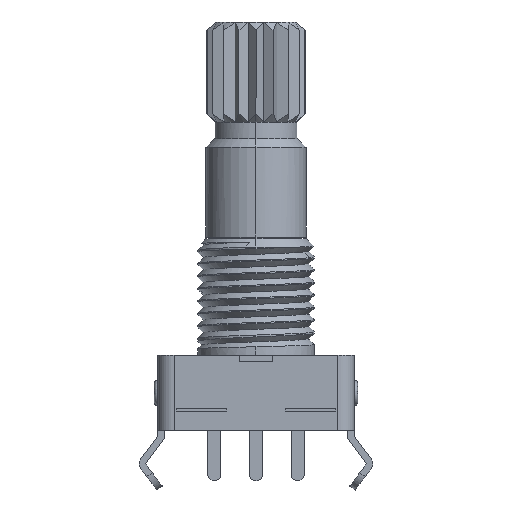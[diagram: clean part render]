
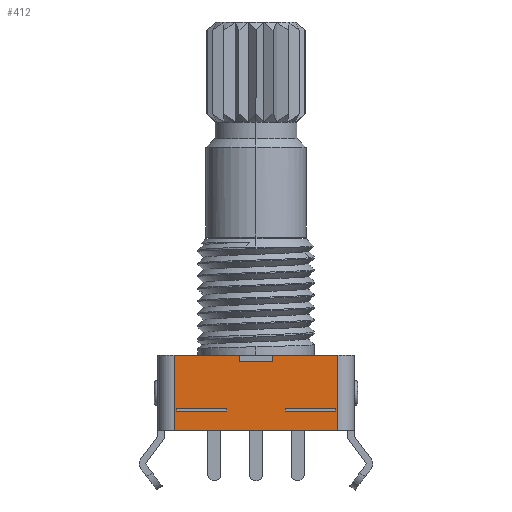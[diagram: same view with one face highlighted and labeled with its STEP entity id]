
A CAD part, top view. The second image highlights one B-rep face of the part: STEP entity #412.
In plain terms, the highlighted planar face has unit normal (0, 0, 1).
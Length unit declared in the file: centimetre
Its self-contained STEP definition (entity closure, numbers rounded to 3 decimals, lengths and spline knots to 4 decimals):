
#36 = VECTOR ( 'NONE', #2075, 100. ) ;
#81 = PLANE ( 'NONE',  #7164 ) ;
#412 = ADVANCED_FACE ( 'NONE', ( #2846, #8290, #7296 ), #81, .T. ) ;
#569 = EDGE_CURVE ( 'NONE', #8721, #6560, #1604, .T. ) ;
#654 = VERTEX_POINT ( 'NONE', #2828 ) ;
#926 = CARTESIAN_POINT ( 'NONE',  ( 0.475, -0.175, 0.6 ) ) ;
#951 = DIRECTION ( 'NONE',  ( 0., -1., 0. ) ) ;
#960 = ORIENTED_EDGE ( 'NONE', *, *, #2453, .T. ) ;
#1015 = CARTESIAN_POINT ( 'NONE',  ( 0.49, 0.16, 0.6 ) ) ;
#1037 = CARTESIAN_POINT ( 'NONE',  ( -0.49, -0.16, 0.6 ) ) ;
#1235 = LINE ( 'NONE', #1407, #11337 ) ;
#1305 = VECTOR ( 'NONE', #3794, 100. ) ;
#1403 = LINE ( 'NONE', #8548, #11172 ) ;
#1405 = ORIENTED_EDGE ( 'NONE', *, *, #11223, .T. ) ;
#1407 = CARTESIAN_POINT ( 'NONE',  ( -0.49, 0.16, 0.6 ) ) ;
#1553 = CARTESIAN_POINT ( 'NONE',  ( -0.175, -0.16, 0.6 ) ) ;
#1604 = LINE ( 'NONE', #8794, #2681 ) ;
#1687 = VERTEX_POINT ( 'NONE', #10725 ) ;
#1730 = LINE ( 'NONE', #7699, #10498 ) ;
#1842 = LINE ( 'NONE', #8974, #6331 ) ;
#1907 = DIRECTION ( 'NONE',  ( 1., 0., 0. ) ) ;
#2025 = CARTESIAN_POINT ( 'NONE',  ( -0.49, -0.175, 0.6 ) ) ;
#2075 = DIRECTION ( 'NONE',  ( 0., -1., 0. ) ) ;
#2202 = LINE ( 'NONE', #7882, #5474 ) ;
#2247 = ORIENTED_EDGE ( 'NONE', *, *, #4334, .T. ) ;
#2433 = EDGE_CURVE ( 'NONE', #10011, #11001, #8400, .T. ) ;
#2453 = EDGE_CURVE ( 'NONE', #3575, #8721, #5713, .T. ) ;
#2476 = EDGE_LOOP ( 'NONE', ( #5438, #11018, #2665, #8102 ) ) ;
#2665 = ORIENTED_EDGE ( 'NONE', *, *, #10406, .T. ) ;
#2681 = VECTOR ( 'NONE', #10661, 100. ) ;
#2828 = CARTESIAN_POINT ( 'NONE',  ( 0.1, 0.12, 0.6 ) ) ;
#2846 = FACE_BOUND ( 'NONE', #7721, .T. ) ;
#2877 = EDGE_CURVE ( 'NONE', #10184, #5685, #1403, .T. ) ;
#2906 = CARTESIAN_POINT ( 'NONE',  ( -0.1, 0., 0.6 ) ) ;
#3118 = ORIENTED_EDGE ( 'NONE', *, *, #2433, .T. ) ;
#3127 = EDGE_CURVE ( 'NONE', #654, #3575, #9838, .T. ) ;
#3389 = VECTOR ( 'NONE', #6532, 100. ) ;
#3575 = VERTEX_POINT ( 'NONE', #8170 ) ;
#3675 = DIRECTION ( 'NONE',  ( 0., 0., 1. ) ) ;
#3727 = VECTOR ( 'NONE', #8234, 100. ) ;
#3794 = DIRECTION ( 'NONE',  ( 0., 1., 0. ) ) ;
#4001 = VERTEX_POINT ( 'NONE', #7176 ) ;
#4101 = VECTOR ( 'NONE', #4358, 100. ) ;
#4184 = CARTESIAN_POINT ( 'NONE',  ( 0.175, -0.16, 0.6 ) ) ;
#4231 = VERTEX_POINT ( 'NONE', #926 ) ;
#4334 = EDGE_CURVE ( 'NONE', #11001, #8272, #5506, .T. ) ;
#4358 = DIRECTION ( 'NONE',  ( -1., 0., 0. ) ) ;
#4617 = DIRECTION ( 'NONE',  ( 1., 0., 0. ) ) ;
#4767 = CARTESIAN_POINT ( 'NONE',  ( -0.49, 0., 0.6 ) ) ;
#4829 = CARTESIAN_POINT ( 'NONE',  ( -0.475, 0., 0.6 ) ) ;
#4989 = ORIENTED_EDGE ( 'NONE', *, *, #10298, .T. ) ;
#5091 = EDGE_CURVE ( 'NONE', #10184, #7065, #5538, .T. ) ;
#5150 = CARTESIAN_POINT ( 'NONE',  ( -0.475, -0.16, 0.6 ) ) ;
#5298 = CARTESIAN_POINT ( 'NONE',  ( -0.49, 0.12, 0.6 ) ) ;
#5438 = ORIENTED_EDGE ( 'NONE', *, *, #7908, .T. ) ;
#5474 = VECTOR ( 'NONE', #6008, 100. ) ;
#5506 = LINE ( 'NONE', #1037, #7454 ) ;
#5538 = LINE ( 'NONE', #5655, #11537 ) ;
#5643 = EDGE_CURVE ( 'NONE', #10127, #10011, #8291, .T. ) ;
#5655 = CARTESIAN_POINT ( 'NONE',  ( 0., -0.29, 0.6 ) ) ;
#5685 = VERTEX_POINT ( 'NONE', #1015 ) ;
#5713 = LINE ( 'NONE', #2906, #1305 ) ;
#5753 = ORIENTED_EDGE ( 'NONE', *, *, #8426, .T. ) ;
#5876 = DIRECTION ( 'NONE',  ( 0., -1., 0. ) ) ;
#5941 = CARTESIAN_POINT ( 'NONE',  ( -0.1, 0.16, 0.6 ) ) ;
#6000 = ORIENTED_EDGE ( 'NONE', *, *, #5643, .T. ) ;
#6008 = DIRECTION ( 'NONE',  ( 0., -1., 0. ) ) ;
#6035 = VECTOR ( 'NONE', #5876, 100. ) ;
#6081 = EDGE_CURVE ( 'NONE', #5685, #1687, #1235, .T. ) ;
#6097 = ORIENTED_EDGE ( 'NONE', *, *, #2877, .T. ) ;
#6134 = DIRECTION ( 'NONE',  ( 1., 0., 0. ) ) ;
#6186 = VECTOR ( 'NONE', #6134, 100. ) ;
#6331 = VECTOR ( 'NONE', #951, 100. ) ;
#6492 = CARTESIAN_POINT ( 'NONE',  ( -0.49, 0.16, 0.6 ) ) ;
#6532 = DIRECTION ( 'NONE',  ( 0., 1., 0. ) ) ;
#6560 = VERTEX_POINT ( 'NONE', #6492 ) ;
#6673 = ORIENTED_EDGE ( 'NONE', *, *, #569, .T. ) ;
#6829 = DIRECTION ( 'NONE',  ( -1., 0., 0. ) ) ;
#6843 = ORIENTED_EDGE ( 'NONE', *, *, #3127, .T. ) ;
#6961 = LINE ( 'NONE', #11371, #6186 ) ;
#7011 = EDGE_CURVE ( 'NONE', #7948, #8851, #8615, .T. ) ;
#7065 = VERTEX_POINT ( 'NONE', #7919 ) ;
#7164 = AXIS2_PLACEMENT_3D ( 'NONE', #7415, #3675, #1907 ) ;
#7176 = CARTESIAN_POINT ( 'NONE',  ( 0.475, -0.16, 0.6 ) ) ;
#7296 = FACE_OUTER_BOUND ( 'NONE', #7400, .T. ) ;
#7400 = EDGE_LOOP ( 'NONE', ( #6843, #960, #6673, #1405, #11342, #6097, #9216, #4989 ) ) ;
#7415 = CARTESIAN_POINT ( 'NONE',  ( -0.49, 0., 0.6 ) ) ;
#7454 = VECTOR ( 'NONE', #4617, 100. ) ;
#7464 = LINE ( 'NONE', #4767, #36 ) ;
#7699 = CARTESIAN_POINT ( 'NONE',  ( -0.49, -0.175, 0.6 ) ) ;
#7721 = EDGE_LOOP ( 'NONE', ( #2247, #5753, #6000, #3118 ) ) ;
#7882 = CARTESIAN_POINT ( 'NONE',  ( 0.1, 0., 0.6 ) ) ;
#7908 = EDGE_CURVE ( 'NONE', #8851, #4001, #6961, .T. ) ;
#7919 = CARTESIAN_POINT ( 'NONE',  ( -0.49, -0.29, 0.6 ) ) ;
#7948 = VERTEX_POINT ( 'NONE', #10454 ) ;
#7965 = DIRECTION ( 'NONE',  ( 0., 1., 0. ) ) ;
#8056 = DIRECTION ( 'NONE',  ( -1., 0., 0. ) ) ;
#8102 = ORIENTED_EDGE ( 'NONE', *, *, #7011, .T. ) ;
#8170 = CARTESIAN_POINT ( 'NONE',  ( -0.1, 0.12, 0.6 ) ) ;
#8234 = DIRECTION ( 'NONE',  ( -1., 0., 0. ) ) ;
#8272 = VERTEX_POINT ( 'NONE', #1553 ) ;
#8290 = FACE_BOUND ( 'NONE', #2476, .T. ) ;
#8291 = LINE ( 'NONE', #2025, #3727 ) ;
#8400 = LINE ( 'NONE', #4829, #3389 ) ;
#8426 = EDGE_CURVE ( 'NONE', #8272, #10127, #1842, .T. ) ;
#8504 = CARTESIAN_POINT ( 'NONE',  ( 0.175, 0., 0.6 ) ) ;
#8548 = CARTESIAN_POINT ( 'NONE',  ( 0.49, 0., 0.6 ) ) ;
#8615 = LINE ( 'NONE', #8504, #10776 ) ;
#8721 = VERTEX_POINT ( 'NONE', #5941 ) ;
#8794 = CARTESIAN_POINT ( 'NONE',  ( -0.49, 0.16, 0.6 ) ) ;
#8851 = VERTEX_POINT ( 'NONE', #4184 ) ;
#8974 = CARTESIAN_POINT ( 'NONE',  ( -0.175, 0., 0.6 ) ) ;
#9216 = ORIENTED_EDGE ( 'NONE', *, *, #6081, .T. ) ;
#9262 = CARTESIAN_POINT ( 'NONE',  ( 0.475, 0., 0.6 ) ) ;
#9315 = DIRECTION ( 'NONE',  ( 0., 1., 0. ) ) ;
#9577 = CARTESIAN_POINT ( 'NONE',  ( -0.175, -0.175, 0.6 ) ) ;
#9745 = CARTESIAN_POINT ( 'NONE',  ( -0.475, -0.175, 0.6 ) ) ;
#9838 = LINE ( 'NONE', #5298, #4101 ) ;
#10011 = VERTEX_POINT ( 'NONE', #9745 ) ;
#10036 = CARTESIAN_POINT ( 'NONE',  ( 0.49, -0.29, 0.6 ) ) ;
#10127 = VERTEX_POINT ( 'NONE', #9577 ) ;
#10133 = DIRECTION ( 'NONE',  ( -1., 0., 0. ) ) ;
#10184 = VERTEX_POINT ( 'NONE', #10036 ) ;
#10298 = EDGE_CURVE ( 'NONE', #1687, #654, #2202, .T. ) ;
#10313 = LINE ( 'NONE', #9262, #6035 ) ;
#10406 = EDGE_CURVE ( 'NONE', #4231, #7948, #1730, .T. ) ;
#10454 = CARTESIAN_POINT ( 'NONE',  ( 0.175, -0.175, 0.6 ) ) ;
#10498 = VECTOR ( 'NONE', #6829, 100. ) ;
#10661 = DIRECTION ( 'NONE',  ( -1., 0., 0. ) ) ;
#10674 = EDGE_CURVE ( 'NONE', #4001, #4231, #10313, .T. ) ;
#10725 = CARTESIAN_POINT ( 'NONE',  ( 0.1, 0.16, 0.6 ) ) ;
#10776 = VECTOR ( 'NONE', #9315, 100. ) ;
#11001 = VERTEX_POINT ( 'NONE', #5150 ) ;
#11018 = ORIENTED_EDGE ( 'NONE', *, *, #10674, .T. ) ;
#11172 = VECTOR ( 'NONE', #7965, 100. ) ;
#11223 = EDGE_CURVE ( 'NONE', #6560, #7065, #7464, .T. ) ;
#11337 = VECTOR ( 'NONE', #10133, 100. ) ;
#11342 = ORIENTED_EDGE ( 'NONE', *, *, #5091, .F. ) ;
#11371 = CARTESIAN_POINT ( 'NONE',  ( -0.49, -0.16, 0.6 ) ) ;
#11537 = VECTOR ( 'NONE', #8056, 100. ) ;
